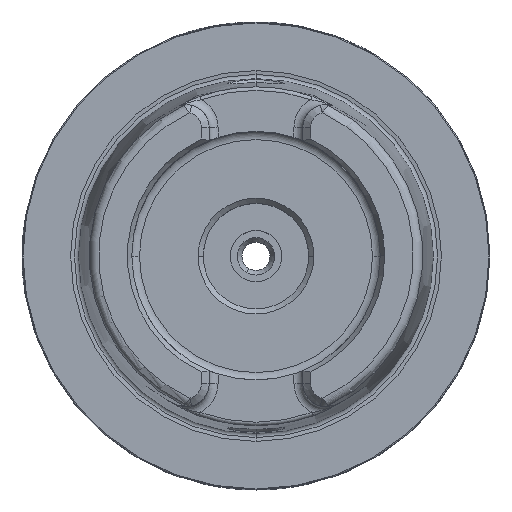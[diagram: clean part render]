
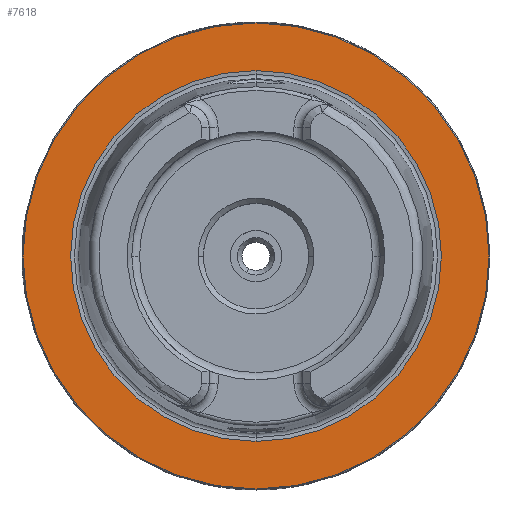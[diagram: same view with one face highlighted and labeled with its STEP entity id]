
A CAD part, top view. The second image highlights one B-rep face of the part: STEP entity #7618.
In plain terms, the highlighted planar face has unit normal (0, 0, 1).
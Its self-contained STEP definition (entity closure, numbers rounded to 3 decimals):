
#62 = DIRECTION ( 'NONE',  ( 0., -1., 0. ) ) ;
#1040 = EDGE_CURVE ( 'NONE', #2224, #15775, #21268, .T. ) ;
#1242 = EDGE_CURVE ( 'NONE', #15775, #2224, #9561, .T. ) ;
#1496 = FACE_OUTER_BOUND ( 'NONE', #6187, .T. ) ;
#2224 = VERTEX_POINT ( 'NONE', #16358 ) ;
#2526 = CARTESIAN_POINT ( 'NONE',  ( 0., 0., 0. ) ) ;
#2774 = CARTESIAN_POINT ( 'NONE',  ( 0., 0., 0. ) ) ;
#3065 = DIRECTION ( 'NONE',  ( 0., 0., 1. ) ) ;
#4660 = PLANE ( 'NONE',  #21200 ) ;
#4795 = DIRECTION ( 'NONE',  ( 0., 1., 0. ) ) ;
#6187 = EDGE_LOOP ( 'NONE', ( #18485, #19837 ) ) ;
#6780 = ORIENTED_EDGE ( 'NONE', *, *, #26378, .T. ) ;
#7618 = ADVANCED_FACE ( 'NONE', ( #1496, #18819 ), #4660, .T. ) ;
#8684 = DIRECTION ( 'NONE',  ( 0., 0., -1. ) ) ;
#8817 = CIRCLE ( 'NONE', #16905, 39.59 ) ;
#8867 = CARTESIAN_POINT ( 'NONE',  ( 0., 39.59, 0. ) ) ;
#9561 = CIRCLE ( 'NONE', #13828, 49.765 ) ;
#9582 = DIRECTION ( 'NONE',  ( 0., 0., 1. ) ) ;
#10273 = AXIS2_PLACEMENT_3D ( 'NONE', #2526, #18365, #4795 ) ;
#12645 = VERTEX_POINT ( 'NONE', #26436 ) ;
#12696 = EDGE_LOOP ( 'NONE', ( #18300, #6780 ) ) ;
#13828 = AXIS2_PLACEMENT_3D ( 'NONE', #27042, #26053, #28120 ) ;
#15043 = VERTEX_POINT ( 'NONE', #8867 ) ;
#15368 = CIRCLE ( 'NONE', #10273, 39.59 ) ;
#15775 = VERTEX_POINT ( 'NONE', #25612 ) ;
#16358 = CARTESIAN_POINT ( 'NONE',  ( 0., 49.765, 0. ) ) ;
#16905 = AXIS2_PLACEMENT_3D ( 'NONE', #22256, #8684, #24507 ) ;
#18300 = ORIENTED_EDGE ( 'NONE', *, *, #27278, .T. ) ;
#18365 = DIRECTION ( 'NONE',  ( 0., 0., -1. ) ) ;
#18485 = ORIENTED_EDGE ( 'NONE', *, *, #1242, .T. ) ;
#18819 = FACE_BOUND ( 'NONE', #12696, .T. ) ;
#18938 = AXIS2_PLACEMENT_3D ( 'NONE', #2774, #3065, #62 ) ;
#19837 = ORIENTED_EDGE ( 'NONE', *, *, #1040, .T. ) ;
#21200 = AXIS2_PLACEMENT_3D ( 'NONE', #23125, #9582, #25368 ) ;
#21268 = CIRCLE ( 'NONE', #18938, 49.765 ) ;
#22256 = CARTESIAN_POINT ( 'NONE',  ( 0., 0., 0. ) ) ;
#23125 = CARTESIAN_POINT ( 'NONE',  ( 0., 49.965, 0. ) ) ;
#24507 = DIRECTION ( 'NONE',  ( 0., 1., 0. ) ) ;
#25368 = DIRECTION ( 'NONE',  ( 0., -1., 0. ) ) ;
#25612 = CARTESIAN_POINT ( 'NONE',  ( 0., -49.765, 0. ) ) ;
#26053 = DIRECTION ( 'NONE',  ( 0., 0., 1. ) ) ;
#26378 = EDGE_CURVE ( 'NONE', #15043, #12645, #15368, .T. ) ;
#26436 = CARTESIAN_POINT ( 'NONE',  ( 0., -39.59, 0. ) ) ;
#27042 = CARTESIAN_POINT ( 'NONE',  ( 0., 0., 0. ) ) ;
#27278 = EDGE_CURVE ( 'NONE', #12645, #15043, #8817, .T. ) ;
#28120 = DIRECTION ( 'NONE',  ( 0., -1., 0. ) ) ;
